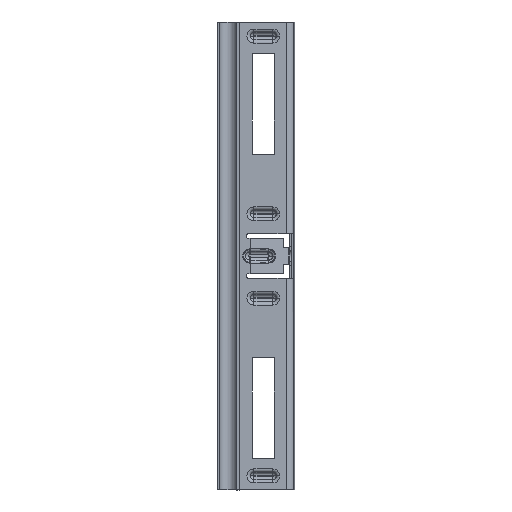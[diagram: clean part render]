
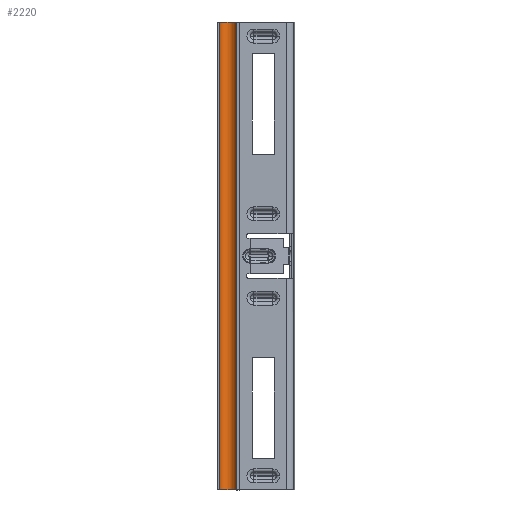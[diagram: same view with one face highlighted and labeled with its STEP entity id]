
A CAD part, left-side view. The second image highlights one B-rep face of the part: STEP entity #2220.
In plain terms, the highlighted cylindrical face has radius 3.7 mm (diameter 7.4 mm), a partial arc.
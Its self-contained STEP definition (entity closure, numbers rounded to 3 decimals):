
#515 = ORIENTED_EDGE ( 'NONE', *, *, #10536, .T. ) ;
#696 = CYLINDRICAL_SURFACE ( 'NONE', #1806, 3.7 ) ;
#1115 = VERTEX_POINT ( 'NONE', #3442 ) ;
#1179 = DIRECTION ( 'NONE',  ( 0., 0., 1. ) ) ;
#1205 = DIRECTION ( 'NONE',  ( 0., 0., -1. ) ) ;
#1710 = LINE ( 'NONE', #9582, #11166 ) ;
#1806 = AXIS2_PLACEMENT_3D ( 'NONE', #1890, #3780, #9444 ) ;
#1890 = CARTESIAN_POINT ( 'NONE',  ( 4.75, 27.871, 200.417 ) ) ;
#2220 = ADVANCED_FACE ( 'NONE', ( #11035 ), #696, .F. ) ;
#2260 = CARTESIAN_POINT ( 'NONE',  ( 4.75, 31.571, 100. ) ) ;
#2375 = ORIENTED_EDGE ( 'NONE', *, *, #11083, .F. ) ;
#2772 = ORIENTED_EDGE ( 'NONE', *, *, #7784, .T. ) ;
#3352 = LINE ( 'NONE', #6892, #8086 ) ;
#3436 = CARTESIAN_POINT ( 'NONE',  ( 4.75, 27.871, -100. ) ) ;
#3442 = CARTESIAN_POINT ( 'NONE',  ( 4.75, 31.571, -100. ) ) ;
#3694 = CARTESIAN_POINT ( 'NONE',  ( 4.75, 24.171, 100. ) ) ;
#3780 = DIRECTION ( 'NONE',  ( 0., 0., -1. ) ) ;
#3923 = DIRECTION ( 'NONE',  ( 0., 0., -1. ) ) ;
#4375 = DIRECTION ( 'NONE',  ( 0., 1., 0. ) ) ;
#4586 = EDGE_CURVE ( 'NONE', #7640, #5523, #5507, .T. ) ;
#4652 = EDGE_LOOP ( 'NONE', ( #515, #2375, #10339, #2772 ) ) ;
#5507 = CIRCLE ( 'NONE', #5983, 3.7 ) ;
#5523 = VERTEX_POINT ( 'NONE', #2260 ) ;
#5983 = AXIS2_PLACEMENT_3D ( 'NONE', #6820, #1179, #7771 ) ;
#6016 = CARTESIAN_POINT ( 'NONE',  ( 4.75, 24.171, -100. ) ) ;
#6820 = CARTESIAN_POINT ( 'NONE',  ( 4.75, 27.871, 100. ) ) ;
#6892 = CARTESIAN_POINT ( 'NONE',  ( 4.75, 24.171, 100. ) ) ;
#7640 = VERTEX_POINT ( 'NONE', #3694 ) ;
#7771 = DIRECTION ( 'NONE',  ( 0., -1., 0. ) ) ;
#7784 = EDGE_CURVE ( 'NONE', #5523, #1115, #1710, .T. ) ;
#8086 = VECTOR ( 'NONE', #1205, 1000. ) ;
#9013 = AXIS2_PLACEMENT_3D ( 'NONE', #3436, #10047, #4375 ) ;
#9280 = CIRCLE ( 'NONE', #9013, 3.7 ) ;
#9444 = DIRECTION ( 'NONE',  ( 0., 1., 0. ) ) ;
#9582 = CARTESIAN_POINT ( 'NONE',  ( 4.75, 31.571, 100. ) ) ;
#10047 = DIRECTION ( 'NONE',  ( 0., 0., -1. ) ) ;
#10339 = ORIENTED_EDGE ( 'NONE', *, *, #4586, .T. ) ;
#10536 = EDGE_CURVE ( 'NONE', #1115, #11148, #9280, .T. ) ;
#11035 = FACE_OUTER_BOUND ( 'NONE', #4652, .T. ) ;
#11083 = EDGE_CURVE ( 'NONE', #7640, #11148, #3352, .T. ) ;
#11148 = VERTEX_POINT ( 'NONE', #6016 ) ;
#11166 = VECTOR ( 'NONE', #3923, 1000. ) ;
